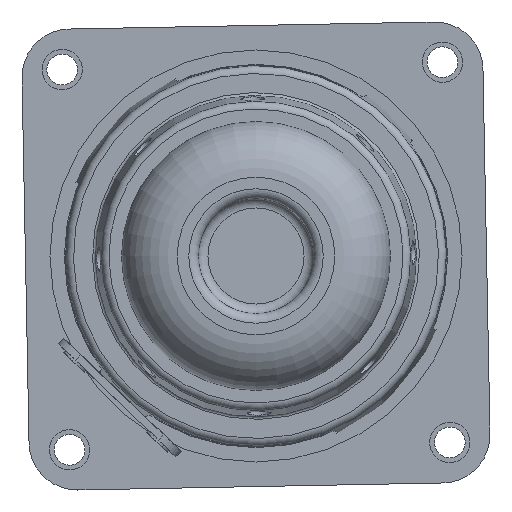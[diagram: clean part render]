
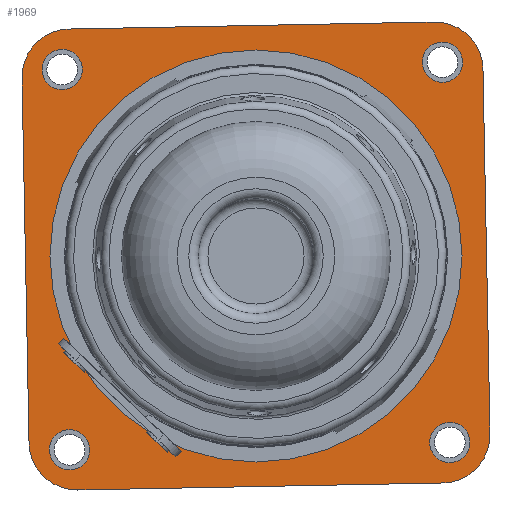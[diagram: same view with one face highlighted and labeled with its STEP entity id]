
A CAD part, front view. The second image highlights one B-rep face of the part: STEP entity #1969.
In plain terms, the highlighted planar face has unit normal (0, -1, 0).
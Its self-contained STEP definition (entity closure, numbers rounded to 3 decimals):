
#64 = AXIS2_PLACEMENT_3D ( 'NONE', #5236, #6133, #1874 ) ;
#227 = CIRCLE ( 'NONE', #1521, 2.1 ) ;
#294 = DIRECTION ( 'NONE',  ( 0.019, 0., -1. ) ) ;
#331 = ORIENTED_EDGE ( 'NONE', *, *, #5521, .F. ) ;
#402 = EDGE_CURVE ( 'NONE', #4030, #3280, #951, .T. ) ;
#404 = DIRECTION ( 'NONE',  ( 0., -1., 0. ) ) ;
#488 = EDGE_CURVE ( 'NONE', #2088, #2611, #4813, .T. ) ;
#498 = CARTESIAN_POINT ( 'NONE',  ( -24.458, 29., 23.533 ) ) ;
#501 = CARTESIAN_POINT ( 'NONE',  ( 0., 29., 0. ) ) ;
#515 = CARTESIAN_POINT ( 'NONE',  ( 18.63, 29., 19.363 ) ) ;
#543 = ORIENTED_EDGE ( 'NONE', *, *, #1189, .T. ) ;
#545 = CIRCLE ( 'NONE', #4019, 2.1 ) ;
#591 = VERTEX_POINT ( 'NONE', #4912 ) ;
#613 = DIRECTION ( 'NONE',  ( 0.019, 0., -1. ) ) ;
#649 = VERTEX_POINT ( 'NONE', #1552 ) ;
#659 = EDGE_CURVE ( 'NONE', #2641, #2641, #227, .T. ) ;
#699 = DIRECTION ( 'NONE',  ( 0., -1., 0. ) ) ;
#739 = CARTESIAN_POINT ( 'NONE',  ( 0., 29., 0. ) ) ;
#863 = ORIENTED_EDGE ( 'NONE', *, *, #5348, .F. ) ;
#919 = CARTESIAN_POINT ( 'NONE',  ( -0.395, 29., 20.496 ) ) ;
#950 = CARTESIAN_POINT ( 'NONE',  ( 19.454, 29., 18.077 ) ) ;
#951 = LINE ( 'NONE', #5683, #2113 ) ;
#964 = EDGE_CURVE ( 'NONE', #3009, #2611, #4400, .T. ) ;
#989 = DIRECTION ( 'NONE',  ( 0., -1., 0. ) ) ;
#1189 = EDGE_CURVE ( 'NONE', #4030, #4078, #2217, .T. ) ;
#1303 = DIRECTION ( 'NONE',  ( 0.019, 0., -1. ) ) ;
#1407 = DIRECTION ( 'NONE',  ( 0.019, 0., -1. ) ) ;
#1521 = AXIS2_PLACEMENT_3D ( 'NONE', #3540, #699, #294 ) ;
#1548 = CARTESIAN_POINT ( 'NONE',  ( -18.63, 29., -19.363 ) ) ;
#1552 = CARTESIAN_POINT ( 'NONE',  ( -19.373, 29., -22.277 ) ) ;
#1554 = CARTESIAN_POINT ( 'NONE',  ( -23.629, 29., -19.459 ) ) ;
#1589 = FACE_OUTER_BOUND ( 'NONE', #3870, .T. ) ;
#1762 = VERTEX_POINT ( 'NONE', #1940 ) ;
#1874 = DIRECTION ( 'NONE',  ( 0.019, 0., -1. ) ) ;
#1928 = FACE_BOUND ( 'NONE', #3588, .T. ) ;
#1940 = CARTESIAN_POINT ( 'NONE',  ( -24.362, 29., 18.534 ) ) ;
#1969 = ADVANCED_FACE ( 'NONE', ( #4794, #5291, #5355, #1928, #1589, #5386 ), #5763, .T. ) ;
#2073 = EDGE_CURVE ( 'NONE', #5215, #5215, #5612, .T. ) ;
#2088 = VERTEX_POINT ( 'NONE', #4502 ) ;
#2113 = VECTOR ( 'NONE', #3200, 1000. ) ;
#2217 = CIRCLE ( 'NONE', #5501, 5. ) ;
#2225 = AXIS2_PLACEMENT_3D ( 'NONE', #501, #2399, #3368 ) ;
#2281 = ORIENTED_EDGE ( 'NONE', *, *, #2073, .T. ) ;
#2289 = EDGE_CURVE ( 'NONE', #3717, #3717, #545, .T. ) ;
#2309 = CARTESIAN_POINT ( 'NONE',  ( -19.414, 29., -20.177 ) ) ;
#2368 = CARTESIAN_POINT ( 'NONE',  ( -19.363, 29., 18.63 ) ) ;
#2374 = EDGE_CURVE ( 'NONE', #4457, #3280, #4211, .T. ) ;
#2399 = DIRECTION ( 'NONE',  ( 0., -1., 0. ) ) ;
#2514 = ORIENTED_EDGE ( 'NONE', *, *, #964, .T. ) ;
#2522 = DIRECTION ( 'NONE',  ( -0.019, 0., 1. ) ) ;
#2540 = AXIS2_PLACEMENT_3D ( 'NONE', #739, #2615, #2647 ) ;
#2611 = VERTEX_POINT ( 'NONE', #4871 ) ;
#2615 = DIRECTION ( 'NONE',  ( 0., 1., 0. ) ) ;
#2641 = VERTEX_POINT ( 'NONE', #4970 ) ;
#2647 = DIRECTION ( 'NONE',  ( -0.019, 0., 1. ) ) ;
#2695 = CARTESIAN_POINT ( 'NONE',  ( 24.362, 29., -18.534 ) ) ;
#2710 = LINE ( 'NONE', #498, #6131 ) ;
#2784 = DIRECTION ( 'NONE',  ( 0.019, 0., -1. ) ) ;
#2785 = CARTESIAN_POINT ( 'NONE',  ( 19.459, 29., -23.629 ) ) ;
#2854 = CIRCLE ( 'NONE', #5839, 2.1 ) ;
#2863 = VECTOR ( 'NONE', #2784, 1000. ) ;
#2902 = ORIENTED_EDGE ( 'NONE', *, *, #2374, .T. ) ;
#2954 = CIRCLE ( 'NONE', #64, 2.1 ) ;
#2982 = DIRECTION ( 'NONE',  ( 0., -1., 0. ) ) ;
#3009 = VERTEX_POINT ( 'NONE', #3058 ) ;
#3058 = CARTESIAN_POINT ( 'NONE',  ( 23.629, 29., 19.459 ) ) ;
#3070 = ORIENTED_EDGE ( 'NONE', *, *, #3435, .T. ) ;
#3186 = DIRECTION ( 'NONE',  ( 0.019, 0., -1. ) ) ;
#3200 = DIRECTION ( 'NONE',  ( -1., 0., -0.019 ) ) ;
#3280 = VERTEX_POINT ( 'NONE', #5972 ) ;
#3344 = CIRCLE ( 'NONE', #4626, 5. ) ;
#3368 = DIRECTION ( 'NONE',  ( 0.019, 0., -1. ) ) ;
#3435 = EDGE_CURVE ( 'NONE', #2088, #1762, #3344, .T. ) ;
#3540 = CARTESIAN_POINT ( 'NONE',  ( -20.177, 29., 19.414 ) ) ;
#3568 = EDGE_LOOP ( 'NONE', ( #4673 ) ) ;
#3588 = EDGE_LOOP ( 'NONE', ( #3615 ) ) ;
#3615 = ORIENTED_EDGE ( 'NONE', *, *, #4858, .F. ) ;
#3658 = EDGE_LOOP ( 'NONE', ( #5871 ) ) ;
#3717 = VERTEX_POINT ( 'NONE', #950 ) ;
#3786 = DIRECTION ( 'NONE',  ( 0.019, 0., -1. ) ) ;
#3800 = CARTESIAN_POINT ( 'NONE',  ( 23.533, 29., 24.458 ) ) ;
#3870 = EDGE_LOOP ( 'NONE', ( #4142, #3070, #863, #2902, #4743, #543, #331, #2514 ) ) ;
#3988 = EDGE_LOOP ( 'NONE', ( #4539 ) ) ;
#4019 = AXIS2_PLACEMENT_3D ( 'NONE', #4285, #989, #613 ) ;
#4030 = VERTEX_POINT ( 'NONE', #2785 ) ;
#4078 = VERTEX_POINT ( 'NONE', #2695 ) ;
#4113 = EDGE_CURVE ( 'NONE', #649, #649, #2854, .T. ) ;
#4142 = ORIENTED_EDGE ( 'NONE', *, *, #488, .F. ) ;
#4194 = DIRECTION ( 'NONE',  ( 0., -1., 0. ) ) ;
#4211 = CIRCLE ( 'NONE', #4915, 5. ) ;
#4281 = CARTESIAN_POINT ( 'NONE',  ( -24.458, 29., 23.533 ) ) ;
#4285 = CARTESIAN_POINT ( 'NONE',  ( 19.414, 29., 20.177 ) ) ;
#4311 = DIRECTION ( 'NONE',  ( 1., 0., 0.019 ) ) ;
#4400 = CIRCLE ( 'NONE', #5983, 5. ) ;
#4457 = VERTEX_POINT ( 'NONE', #1554 ) ;
#4502 = CARTESIAN_POINT ( 'NONE',  ( -19.459, 29., 23.629 ) ) ;
#4539 = ORIENTED_EDGE ( 'NONE', *, *, #659, .F. ) ;
#4592 = VECTOR ( 'NONE', #4311, 1000. ) ;
#4626 = AXIS2_PLACEMENT_3D ( 'NONE', #2368, #404, #5103 ) ;
#4673 = ORIENTED_EDGE ( 'NONE', *, *, #2289, .F. ) ;
#4743 = ORIENTED_EDGE ( 'NONE', *, *, #402, .F. ) ;
#4794 = FACE_BOUND ( 'NONE', #3658, .T. ) ;
#4813 = LINE ( 'NONE', #4281, #4592 ) ;
#4858 = EDGE_CURVE ( 'NONE', #591, #591, #2954, .T. ) ;
#4871 = CARTESIAN_POINT ( 'NONE',  ( 18.534, 29., 24.362 ) ) ;
#4912 = CARTESIAN_POINT ( 'NONE',  ( 20.218, 29., -21.513 ) ) ;
#4915 = AXIS2_PLACEMENT_3D ( 'NONE', #1548, #2982, #3786 ) ;
#4970 = CARTESIAN_POINT ( 'NONE',  ( -20.137, 29., 17.314 ) ) ;
#5028 = EDGE_LOOP ( 'NONE', ( #2281 ) ) ;
#5075 = DIRECTION ( 'NONE',  ( 0., -1., 0. ) ) ;
#5103 = DIRECTION ( 'NONE',  ( 0.019, 0., -1. ) ) ;
#5215 = VERTEX_POINT ( 'NONE', #919 ) ;
#5236 = CARTESIAN_POINT ( 'NONE',  ( 20.177, 29., -19.414 ) ) ;
#5291 = FACE_BOUND ( 'NONE', #3988, .T. ) ;
#5348 = EDGE_CURVE ( 'NONE', #4457, #1762, #2710, .T. ) ;
#5355 = FACE_BOUND ( 'NONE', #3568, .T. ) ;
#5386 = FACE_BOUND ( 'NONE', #5028, .T. ) ;
#5501 = AXIS2_PLACEMENT_3D ( 'NONE', #5698, #4194, #3186 ) ;
#5521 = EDGE_CURVE ( 'NONE', #3009, #4078, #6159, .T. ) ;
#5612 = CIRCLE ( 'NONE', #2540, 20.5 ) ;
#5683 = CARTESIAN_POINT ( 'NONE',  ( -23.533, 29., -24.458 ) ) ;
#5698 = CARTESIAN_POINT ( 'NONE',  ( 19.363, 29., -18.63 ) ) ;
#5746 = DIRECTION ( 'NONE',  ( 0., -1., 0. ) ) ;
#5763 = PLANE ( 'NONE',  #2225 ) ;
#5839 = AXIS2_PLACEMENT_3D ( 'NONE', #2309, #5075, #1303 ) ;
#5871 = ORIENTED_EDGE ( 'NONE', *, *, #4113, .F. ) ;
#5972 = CARTESIAN_POINT ( 'NONE',  ( -18.534, 29., -24.362 ) ) ;
#5983 = AXIS2_PLACEMENT_3D ( 'NONE', #515, #5746, #1407 ) ;
#6131 = VECTOR ( 'NONE', #2522, 1000. ) ;
#6133 = DIRECTION ( 'NONE',  ( 0., -1., 0. ) ) ;
#6159 = LINE ( 'NONE', #3800, #2863 ) ;
